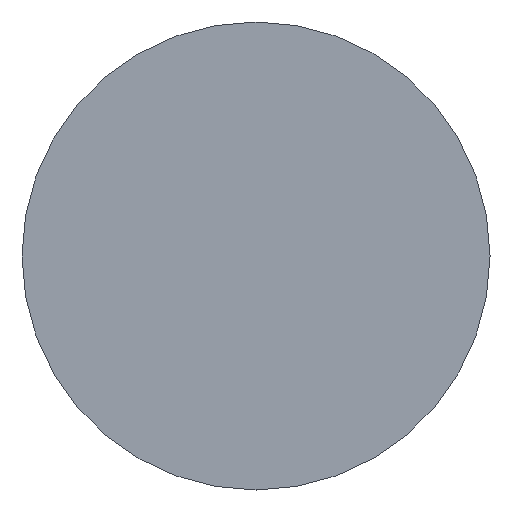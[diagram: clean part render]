
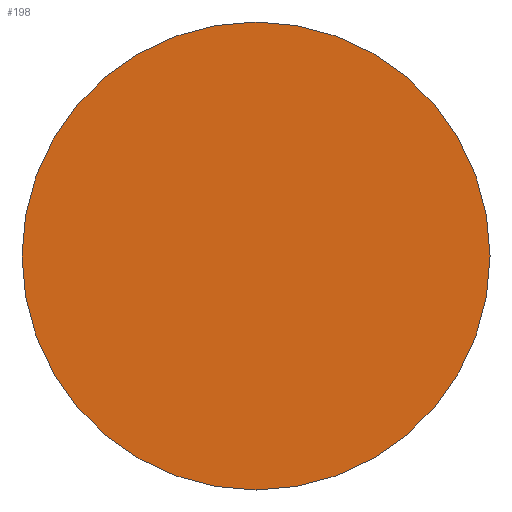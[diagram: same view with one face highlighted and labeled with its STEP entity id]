
A CAD part, front view. The second image highlights one B-rep face of the part: STEP entity #198.
In plain terms, the highlighted planar face has unit normal (0, -1, 0).
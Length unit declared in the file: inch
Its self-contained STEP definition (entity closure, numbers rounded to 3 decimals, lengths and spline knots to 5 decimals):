
#8 = CIRCLE ( 'NONE', #218, 0.375 ) ;
#10 = CARTESIAN_POINT ( 'NONE',  ( 0., 0., 0. ) ) ;
#14 = DIRECTION ( 'NONE',  ( 0., -1., 0. ) ) ;
#51 = DIRECTION ( 'NONE',  ( 0., 0., -1. ) ) ;
#54 = CARTESIAN_POINT ( 'NONE',  ( 0., 0., 0. ) ) ;
#69 = AXIS2_PLACEMENT_3D ( 'NONE', #10, #303, #82 ) ;
#78 = DIRECTION ( 'NONE',  ( 0., -1., 0. ) ) ;
#82 = DIRECTION ( 'NONE',  ( 0., 0., -1. ) ) ;
#94 = ORIENTED_EDGE ( 'NONE', *, *, #262, .T. ) ;
#96 = AXIS2_PLACEMENT_3D ( 'NONE', #54, #14, #211 ) ;
#183 = PLANE ( 'NONE',  #96 ) ;
#198 = ADVANCED_FACE ( 'NONE', ( #205 ), #183, .T. ) ;
#204 = VERTEX_POINT ( 'NONE', #248 ) ;
#205 = FACE_OUTER_BOUND ( 'NONE', #247, .T. ) ;
#211 = DIRECTION ( 'NONE',  ( 0., 0., -1. ) ) ;
#218 = AXIS2_PLACEMENT_3D ( 'NONE', #271, #78, #51 ) ;
#224 = VERTEX_POINT ( 'NONE', #277 ) ;
#241 = EDGE_CURVE ( 'NONE', #224, #204, #299, .T. ) ;
#247 = EDGE_LOOP ( 'NONE', ( #94, #250 ) ) ;
#248 = CARTESIAN_POINT ( 'NONE',  ( 0., 0., -0.375 ) ) ;
#250 = ORIENTED_EDGE ( 'NONE', *, *, #241, .T. ) ;
#262 = EDGE_CURVE ( 'NONE', #204, #224, #8, .T. ) ;
#271 = CARTESIAN_POINT ( 'NONE',  ( 0., 0., 0. ) ) ;
#277 = CARTESIAN_POINT ( 'NONE',  ( 0., 0., 0.375 ) ) ;
#299 = CIRCLE ( 'NONE', #69, 0.375 ) ;
#303 = DIRECTION ( 'NONE',  ( 0., -1., 0. ) ) ;
